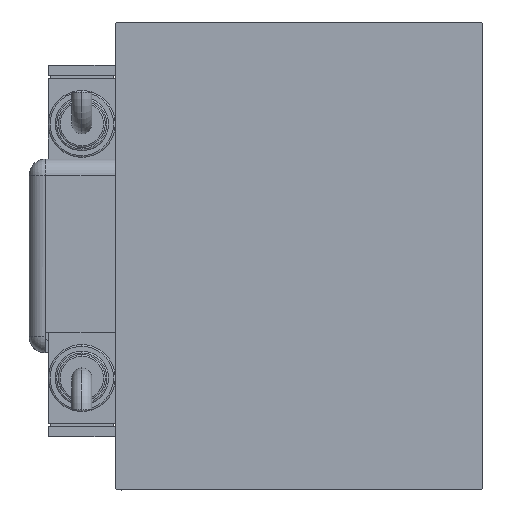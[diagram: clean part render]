
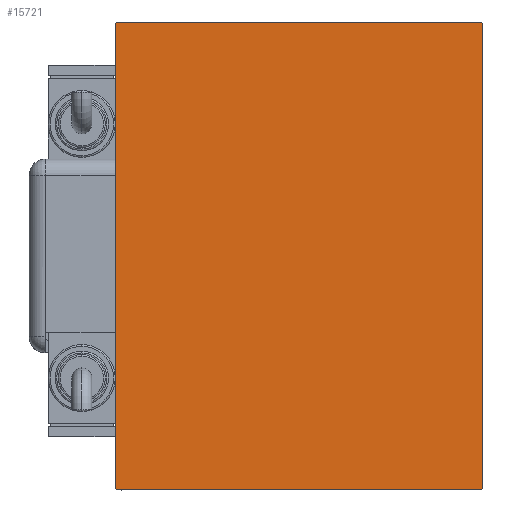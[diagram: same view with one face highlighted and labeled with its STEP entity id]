
A CAD part, left-side view. The second image highlights one B-rep face of the part: STEP entity #15721.
In plain terms, the highlighted face is planar.
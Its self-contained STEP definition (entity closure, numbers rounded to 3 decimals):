
#1059 = VECTOR ( 'NONE', #21120, 1000. ) ;
#2288 = DIRECTION ( 'NONE',  ( 0., -0.707, 0.707 ) ) ;
#4000 = VERTEX_POINT ( 'NONE', #56011 ) ;
#4250 = VERTEX_POINT ( 'NONE', #40648 ) ;
#4311 = EDGE_CURVE ( 'NONE', #4000, #4250, #5860, .T. ) ;
#5333 = CARTESIAN_POINT ( 'NONE',  ( 133., 54.7, 70. ) ) ;
#5860 = LINE ( 'NONE', #20225, #34067 ) ;
#6231 = LINE ( 'NONE', #55121, #24087 ) ;
#6791 = CARTESIAN_POINT ( 'NONE',  ( 133., 62.35, 62.35 ) ) ;
#8837 = VECTOR ( 'NONE', #2288, 1000. ) ;
#10581 = VERTEX_POINT ( 'NONE', #5333 ) ;
#10596 = LINE ( 'NONE', #52268, #23012 ) ;
#13347 = DIRECTION ( 'NONE',  ( 0., 0., -1. ) ) ;
#14034 = DIRECTION ( 'NONE',  ( 0., 0.707, -0.707 ) ) ;
#15721 = ADVANCED_FACE ( 'NONE', ( #36440 ), #49056, .T. ) ;
#18993 = ORIENTED_EDGE ( 'NONE', *, *, #22166, .T. ) ;
#19112 = EDGE_CURVE ( 'NONE', #28497, #4000, #24473, .T. ) ;
#20225 = CARTESIAN_POINT ( 'NONE',  ( 133., -55., 70. ) ) ;
#20668 = CARTESIAN_POINT ( 'NONE',  ( 133., 55., -69.7 ) ) ;
#21120 = DIRECTION ( 'NONE',  ( 0., 0., 1. ) ) ;
#22166 = EDGE_CURVE ( 'NONE', #42316, #29611, #38253, .T. ) ;
#23012 = VECTOR ( 'NONE', #37581, 1000. ) ;
#23976 = EDGE_CURVE ( 'NONE', #58747, #56989, #31096, .T. ) ;
#24087 = VECTOR ( 'NONE', #14034, 1000. ) ;
#24473 = LINE ( 'NONE', #42778, #52642 ) ;
#24648 = CARTESIAN_POINT ( 'NONE',  ( 133., 55., 69.7 ) ) ;
#24876 = ORIENTED_EDGE ( 'NONE', *, *, #4311, .T. ) ;
#25549 = EDGE_CURVE ( 'NONE', #29611, #10581, #47872, .T. ) ;
#28497 = VERTEX_POINT ( 'NONE', #48114 ) ;
#28593 = AXIS2_PLACEMENT_3D ( 'NONE', #58340, #40630, #13347 ) ;
#29611 = VERTEX_POINT ( 'NONE', #24648 ) ;
#30067 = ORIENTED_EDGE ( 'NONE', *, *, #23976, .T. ) ;
#30440 = LINE ( 'NONE', #49918, #52313 ) ;
#31096 = LINE ( 'NONE', #44308, #51926 ) ;
#32197 = EDGE_CURVE ( 'NONE', #56989, #42316, #10596, .T. ) ;
#33502 = CARTESIAN_POINT ( 'NONE',  ( 133., -54.7, -70. ) ) ;
#34067 = VECTOR ( 'NONE', #56822, 1000. ) ;
#35316 = DIRECTION ( 'NONE',  ( 0., 1., 0. ) ) ;
#36119 = EDGE_CURVE ( 'NONE', #4250, #58747, #6231, .T. ) ;
#36121 = DIRECTION ( 'NONE',  ( 0., -1., 0. ) ) ;
#36440 = FACE_OUTER_BOUND ( 'NONE', #53810, .T. ) ;
#37581 = DIRECTION ( 'NONE',  ( 0., 0.707, 0.707 ) ) ;
#38253 = LINE ( 'NONE', #38836, #1059 ) ;
#38279 = DIRECTION ( 'NONE',  ( 0., -0.707, -0.707 ) ) ;
#38836 = CARTESIAN_POINT ( 'NONE',  ( 133., 55., -70. ) ) ;
#39214 = ORIENTED_EDGE ( 'NONE', *, *, #19112, .T. ) ;
#40446 = ORIENTED_EDGE ( 'NONE', *, *, #32197, .T. ) ;
#40630 = DIRECTION ( 'NONE',  ( 1., 0., 0. ) ) ;
#40648 = CARTESIAN_POINT ( 'NONE',  ( 133., -55., -69.7 ) ) ;
#42316 = VERTEX_POINT ( 'NONE', #20668 ) ;
#42778 = CARTESIAN_POINT ( 'NONE',  ( 133., -62.35, 62.35 ) ) ;
#43956 = ORIENTED_EDGE ( 'NONE', *, *, #25549, .T. ) ;
#44308 = CARTESIAN_POINT ( 'NONE',  ( 133., -55., -70. ) ) ;
#45100 = CARTESIAN_POINT ( 'NONE',  ( 133., 54.7, -70. ) ) ;
#47872 = LINE ( 'NONE', #6791, #8837 ) ;
#48114 = CARTESIAN_POINT ( 'NONE',  ( 133., -54.7, 70. ) ) ;
#49056 = PLANE ( 'NONE',  #28593 ) ;
#49918 = CARTESIAN_POINT ( 'NONE',  ( 133., 55., 70. ) ) ;
#51385 = EDGE_CURVE ( 'NONE', #10581, #28497, #30440, .T. ) ;
#51926 = VECTOR ( 'NONE', #35316, 1000. ) ;
#52268 = CARTESIAN_POINT ( 'NONE',  ( 133., 62.35, -62.35 ) ) ;
#52313 = VECTOR ( 'NONE', #36121, 1000. ) ;
#52642 = VECTOR ( 'NONE', #38279, 1000. ) ;
#53810 = EDGE_LOOP ( 'NONE', ( #30067, #40446, #18993, #43956, #57039, #39214, #24876, #54398 ) ) ;
#54398 = ORIENTED_EDGE ( 'NONE', *, *, #36119, .T. ) ;
#55121 = CARTESIAN_POINT ( 'NONE',  ( 133., -62.35, -62.35 ) ) ;
#56011 = CARTESIAN_POINT ( 'NONE',  ( 133., -55., 69.7 ) ) ;
#56822 = DIRECTION ( 'NONE',  ( 0., 0., -1. ) ) ;
#56989 = VERTEX_POINT ( 'NONE', #45100 ) ;
#57039 = ORIENTED_EDGE ( 'NONE', *, *, #51385, .T. ) ;
#58340 = CARTESIAN_POINT ( 'NONE',  ( 133., 0., 0. ) ) ;
#58747 = VERTEX_POINT ( 'NONE', #33502 ) ;
